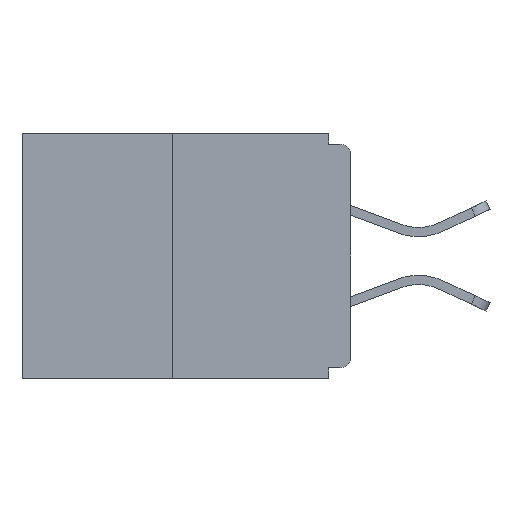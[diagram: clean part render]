
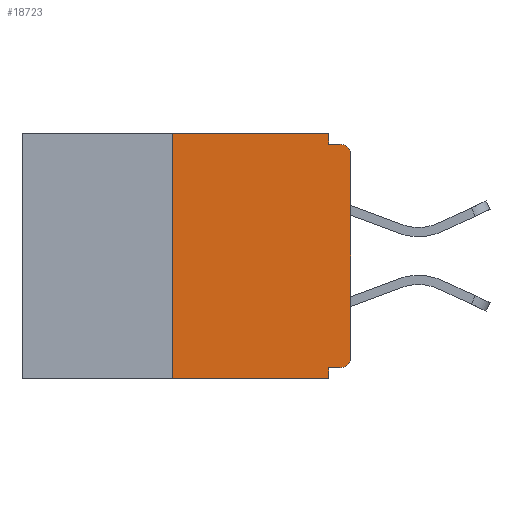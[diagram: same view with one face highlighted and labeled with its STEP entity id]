
A CAD part, left-side view. The second image highlights one B-rep face of the part: STEP entity #18723.
In plain terms, the highlighted planar face has unit normal (-1, 0, 0).
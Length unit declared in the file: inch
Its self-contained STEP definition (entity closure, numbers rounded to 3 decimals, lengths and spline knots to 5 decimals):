
#149 = LINE ( 'NONE', #11901, #10020 ) ;
#395 = VERTEX_POINT ( 'NONE', #4279 ) ;
#658 = CARTESIAN_POINT ( 'NONE',  ( 0., 0.25, 0. ) ) ;
#1270 = EDGE_CURVE ( 'NONE', #17337, #17013, #5698, .T. ) ;
#1343 = CARTESIAN_POINT ( 'NONE',  ( 0., 0., 0. ) ) ;
#2206 = ORIENTED_EDGE ( 'NONE', *, *, #4925, .F. ) ;
#2308 = DIRECTION ( 'NONE',  ( 0., 0., -1. ) ) ;
#2579 = AXIS2_PLACEMENT_3D ( 'NONE', #12901, #5513, #17408 ) ;
#2659 = CARTESIAN_POINT ( 'NONE',  ( 0., 0.031, 0. ) ) ;
#2783 = VECTOR ( 'NONE', #4155, 39.37008 ) ;
#3026 = CARTESIAN_POINT ( 'NONE',  ( 0., 0., -0.03 ) ) ;
#3576 = CARTESIAN_POINT ( 'NONE',  ( 0., 0.015, -0.328 ) ) ;
#3644 = CARTESIAN_POINT ( 'NONE',  ( 0., 0.031, -0.015 ) ) ;
#3931 = DIRECTION ( 'NONE',  ( 0., 0., -1. ) ) ;
#3935 = CARTESIAN_POINT ( 'NONE',  ( 0., 0.031, 0. ) ) ;
#4068 = ORIENTED_EDGE ( 'NONE', *, *, #16126, .F. ) ;
#4088 = VERTEX_POINT ( 'NONE', #3644 ) ;
#4155 = DIRECTION ( 'NONE',  ( 0., -1., 0. ) ) ;
#4279 = CARTESIAN_POINT ( 'NONE',  ( 0., 0.015, -0.015 ) ) ;
#4828 = VERTEX_POINT ( 'NONE', #16373 ) ;
#4925 = EDGE_CURVE ( 'NONE', #7200, #10283, #15680, .T. ) ;
#5010 = CARTESIAN_POINT ( 'NONE',  ( 0., 0.46, -0.343 ) ) ;
#5104 = ORIENTED_EDGE ( 'NONE', *, *, #15395, .F. ) ;
#5226 = VECTOR ( 'NONE', #8261, 39.37008 ) ;
#5297 = AXIS2_PLACEMENT_3D ( 'NONE', #16302, #11976, #18029 ) ;
#5483 = ORIENTED_EDGE ( 'NONE', *, *, #14337, .T. ) ;
#5513 = DIRECTION ( 'NONE',  ( 1., 0., 0. ) ) ;
#5692 = LINE ( 'NONE', #13372, #2783 ) ;
#5698 = LINE ( 'NONE', #11624, #15330 ) ;
#6698 = CARTESIAN_POINT ( 'NONE',  ( 0., 0.46, 0. ) ) ;
#6972 = PLANE ( 'NONE',  #2579 ) ;
#7200 = VERTEX_POINT ( 'NONE', #658 ) ;
#7232 = DIRECTION ( 'NONE',  ( 0., 0., 1. ) ) ;
#7447 = VECTOR ( 'NONE', #10021, 39.37008 ) ;
#8149 = ORIENTED_EDGE ( 'NONE', *, *, #8754, .F. ) ;
#8175 = CARTESIAN_POINT ( 'NONE',  ( 0., 0.031, -0.343 ) ) ;
#8261 = DIRECTION ( 'NONE',  ( 0., -1., 0. ) ) ;
#8310 = CARTESIAN_POINT ( 'NONE',  ( 0., 0.015, -0.03 ) ) ;
#8754 = EDGE_CURVE ( 'NONE', #17013, #11065, #12550, .T. ) ;
#8902 = DIRECTION ( 'NONE',  ( 0., 0., 1. ) ) ;
#9334 = VECTOR ( 'NONE', #3931, 39.37008 ) ;
#9544 = ORIENTED_EDGE ( 'NONE', *, *, #15288, .T. ) ;
#9679 = DIRECTION ( 'NONE',  ( -1., 0., 0. ) ) ;
#9892 = FACE_OUTER_BOUND ( 'NONE', #18935, .T. ) ;
#10020 = VECTOR ( 'NONE', #7232, 39.37008 ) ;
#10021 = DIRECTION ( 'NONE',  ( 0., 0., -1. ) ) ;
#10283 = VERTEX_POINT ( 'NONE', #3935 ) ;
#10741 = VERTEX_POINT ( 'NONE', #3026 ) ;
#10921 = ORIENTED_EDGE ( 'NONE', *, *, #17630, .T. ) ;
#10926 = DIRECTION ( 'NONE',  ( 0., -1., 0. ) ) ;
#11065 = VERTEX_POINT ( 'NONE', #8175 ) ;
#11082 = CARTESIAN_POINT ( 'NONE',  ( 0., 0.031, -0.343 ) ) ;
#11445 = CARTESIAN_POINT ( 'NONE',  ( 0., 0.031, -0.328 ) ) ;
#11548 = EDGE_CURVE ( 'NONE', #4828, #7200, #149, .T. ) ;
#11624 = CARTESIAN_POINT ( 'NONE',  ( 0., 0., -0.328 ) ) ;
#11705 = CARTESIAN_POINT ( 'NONE',  ( 0., 0., -0.313 ) ) ;
#11856 = VECTOR ( 'NONE', #8902, 39.37008 ) ;
#11901 = CARTESIAN_POINT ( 'NONE',  ( 0., 0.25, 0. ) ) ;
#11976 = DIRECTION ( 'NONE',  ( -1., 0., 0. ) ) ;
#12413 = AXIS2_PLACEMENT_3D ( 'NONE', #8310, #9679, #2308 ) ;
#12550 = LINE ( 'NONE', #11082, #7447 ) ;
#12901 = CARTESIAN_POINT ( 'NONE',  ( 0., 0.46, 0. ) ) ;
#13372 = CARTESIAN_POINT ( 'NONE',  ( 0., 0., -0.015 ) ) ;
#13718 = ORIENTED_EDGE ( 'NONE', *, *, #11548, .F. ) ;
#14169 = VERTEX_POINT ( 'NONE', #11705 ) ;
#14245 = VECTOR ( 'NONE', #10926, 39.37008 ) ;
#14337 = EDGE_CURVE ( 'NONE', #4828, #11065, #15613, .T. ) ;
#14585 = CIRCLE ( 'NONE', #12413, 0.015 ) ;
#15288 = EDGE_CURVE ( 'NONE', #10741, #395, #14585, .T. ) ;
#15330 = VECTOR ( 'NONE', #17576, 39.37008 ) ;
#15395 = EDGE_CURVE ( 'NONE', #4088, #395, #5692, .T. ) ;
#15613 = LINE ( 'NONE', #5010, #14245 ) ;
#15680 = LINE ( 'NONE', #6698, #5226 ) ;
#16092 = LINE ( 'NONE', #2659, #9334 ) ;
#16126 = EDGE_CURVE ( 'NONE', #10283, #4088, #16092, .T. ) ;
#16225 = EDGE_CURVE ( 'NONE', #17337, #14169, #18973, .T. ) ;
#16302 = CARTESIAN_POINT ( 'NONE',  ( 0., 0.015, -0.313 ) ) ;
#16373 = CARTESIAN_POINT ( 'NONE',  ( 0., 0.25, -0.343 ) ) ;
#17013 = VERTEX_POINT ( 'NONE', #11445 ) ;
#17337 = VERTEX_POINT ( 'NONE', #3576 ) ;
#17408 = DIRECTION ( 'NONE',  ( 0., 0., -1. ) ) ;
#17576 = DIRECTION ( 'NONE',  ( 0., 1., 0. ) ) ;
#17630 = EDGE_CURVE ( 'NONE', #14169, #10741, #17779, .T. ) ;
#17779 = LINE ( 'NONE', #1343, #11856 ) ;
#18029 = DIRECTION ( 'NONE',  ( 0., 0., -1. ) ) ;
#18298 = ORIENTED_EDGE ( 'NONE', *, *, #16225, .T. ) ;
#18325 = ORIENTED_EDGE ( 'NONE', *, *, #1270, .F. ) ;
#18723 = ADVANCED_FACE ( 'NONE', ( #9892 ), #6972, .F. ) ;
#18935 = EDGE_LOOP ( 'NONE', ( #2206, #13718, #5483, #8149, #18325, #18298, #10921, #9544, #5104, #4068 ) ) ;
#18973 = CIRCLE ( 'NONE', #5297, 0.015 ) ;
